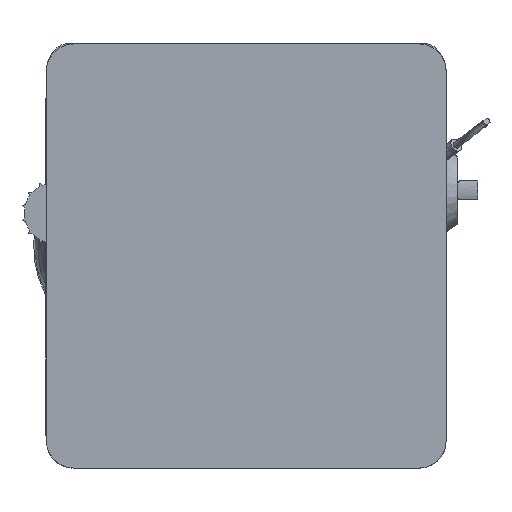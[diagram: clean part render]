
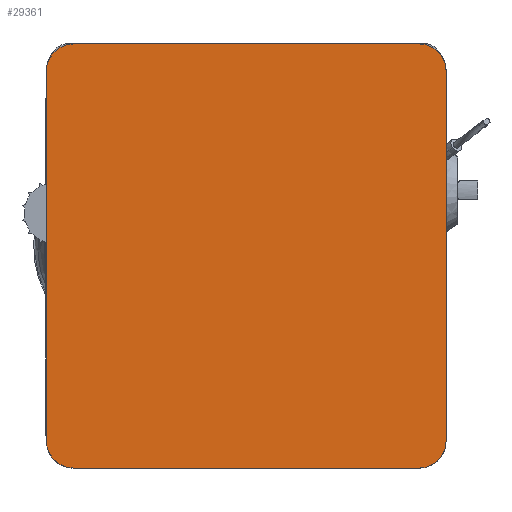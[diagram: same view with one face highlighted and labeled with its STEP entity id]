
A CAD part, front view. The second image highlights one B-rep face of the part: STEP entity #29361.
In plain terms, the highlighted planar face has unit normal (0, -1, 0).
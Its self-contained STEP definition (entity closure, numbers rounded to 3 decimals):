
#289 = CARTESIAN_POINT ( 'NONE',  ( 129.225, -210.206, -133.671 ) ) ;
#550 = DIRECTION ( 'NONE',  ( 0., 0., -1. ) ) ;
#794 = CARTESIAN_POINT ( 'NONE',  ( -129.129, -210.206, -153.671 ) ) ;
#1240 = VERTEX_POINT ( 'NONE', #14710 ) ;
#1869 = CARTESIAN_POINT ( 'NONE',  ( -129.129, -210.206, -153.671 ) ) ;
#2555 = EDGE_CURVE ( 'NONE', #20292, #26885, #19830, .T. ) ;
#2632 = VECTOR ( 'NONE', #9452, 1000. ) ;
#3110 = EDGE_CURVE ( 'NONE', #14308, #20292, #28976, .T. ) ;
#3204 = DIRECTION ( 'NONE',  ( 0., 0., -1. ) ) ;
#4565 = DIRECTION ( 'NONE',  ( 0., 0., -1. ) ) ;
#4660 = CARTESIAN_POINT ( 'NONE',  ( 129.225, -210.206, 163.13 ) ) ;
#5419 = CARTESIAN_POINT ( 'NONE',  ( 149.225, -210.206, -133.671 ) ) ;
#5585 = DIRECTION ( 'NONE',  ( 0., -1., 0. ) ) ;
#6736 = VECTOR ( 'NONE', #21661, 1000. ) ;
#7057 = ORIENTED_EDGE ( 'NONE', *, *, #2555, .T. ) ;
#7193 = DIRECTION ( 'NONE',  ( -1., 0., 0. ) ) ;
#9452 = DIRECTION ( 'NONE',  ( 0., 0., -1. ) ) ;
#9466 = ORIENTED_EDGE ( 'NONE', *, *, #26147, .T. ) ;
#9557 = DIRECTION ( 'NONE',  ( 0., -1., 0. ) ) ;
#11270 = EDGE_CURVE ( 'NONE', #21843, #22047, #25537, .T. ) ;
#11310 = CARTESIAN_POINT ( 'NONE',  ( -149.129, -210.206, 143.13 ) ) ;
#11580 = CARTESIAN_POINT ( 'NONE',  ( -149.129, -210.206, 143.13 ) ) ;
#11732 = LINE ( 'NONE', #11580, #2632 ) ;
#11853 = FACE_OUTER_BOUND ( 'NONE', #18273, .T. ) ;
#12701 = VERTEX_POINT ( 'NONE', #23121 ) ;
#12708 = VECTOR ( 'NONE', #28609, 1000. ) ;
#13268 = CARTESIAN_POINT ( 'NONE',  ( 129.225, -210.206, -153.671 ) ) ;
#13304 = AXIS2_PLACEMENT_3D ( 'NONE', #16694, #18686, #4565 ) ;
#13427 = ORIENTED_EDGE ( 'NONE', *, *, #11270, .T. ) ;
#14308 = VERTEX_POINT ( 'NONE', #1869 ) ;
#14568 = ORIENTED_EDGE ( 'NONE', *, *, #3110, .T. ) ;
#14691 = CARTESIAN_POINT ( 'NONE',  ( 149.225, -210.206, -133.671 ) ) ;
#14710 = CARTESIAN_POINT ( 'NONE',  ( -149.129, -210.206, -133.671 ) ) ;
#15134 = EDGE_CURVE ( 'NONE', #12701, #18285, #24958, .T. ) ;
#15578 = VECTOR ( 'NONE', #7193, 1000. ) ;
#15676 = AXIS2_PLACEMENT_3D ( 'NONE', #26198, #21304, #3204 ) ;
#15704 = CIRCLE ( 'NONE', #15676, 20. ) ;
#15743 = EDGE_CURVE ( 'NONE', #22047, #1240, #11732, .T. ) ;
#16694 = CARTESIAN_POINT ( 'NONE',  ( -129.129, -210.206, 143.13 ) ) ;
#17200 = AXIS2_PLACEMENT_3D ( 'NONE', #289, #9557, #18850 ) ;
#17390 = ORIENTED_EDGE ( 'NONE', *, *, #18579, .T. ) ;
#18273 = EDGE_LOOP ( 'NONE', ( #7057, #9466, #21850, #17390, #13427, #18863, #27760, #14568 ) ) ;
#18285 = VERTEX_POINT ( 'NONE', #23126 ) ;
#18579 = EDGE_CURVE ( 'NONE', #18285, #21843, #27806, .T. ) ;
#18672 = CARTESIAN_POINT ( 'NONE',  ( 129.225, -210.206, -133.671 ) ) ;
#18686 = DIRECTION ( 'NONE',  ( 0., -1., 0. ) ) ;
#18850 = DIRECTION ( 'NONE',  ( 0., 0., -1. ) ) ;
#18863 = ORIENTED_EDGE ( 'NONE', *, *, #15743, .T. ) ;
#19715 = DIRECTION ( 'NONE',  ( 0., 0., -1. ) ) ;
#19830 = CIRCLE ( 'NONE', #23779, 20. ) ;
#20292 = VERTEX_POINT ( 'NONE', #13268 ) ;
#20457 = CARTESIAN_POINT ( 'NONE',  ( -129.129, -210.206, 163.13 ) ) ;
#21158 = PLANE ( 'NONE',  #17200 ) ;
#21304 = DIRECTION ( 'NONE',  ( 0., -1., 0. ) ) ;
#21661 = DIRECTION ( 'NONE',  ( 1., 0., 0. ) ) ;
#21843 = VERTEX_POINT ( 'NONE', #20457 ) ;
#21850 = ORIENTED_EDGE ( 'NONE', *, *, #15134, .T. ) ;
#22047 = VERTEX_POINT ( 'NONE', #11310 ) ;
#23039 = AXIS2_PLACEMENT_3D ( 'NONE', #26307, #5585, #19715 ) ;
#23121 = CARTESIAN_POINT ( 'NONE',  ( 149.225, -210.206, 143.13 ) ) ;
#23126 = CARTESIAN_POINT ( 'NONE',  ( 129.225, -210.206, 163.13 ) ) ;
#23586 = DIRECTION ( 'NONE',  ( 0., -1., 0. ) ) ;
#23779 = AXIS2_PLACEMENT_3D ( 'NONE', #18672, #23586, #550 ) ;
#24958 = CIRCLE ( 'NONE', #23039, 20. ) ;
#25537 = CIRCLE ( 'NONE', #13304, 20. ) ;
#26147 = EDGE_CURVE ( 'NONE', #26885, #12701, #26763, .T. ) ;
#26198 = CARTESIAN_POINT ( 'NONE',  ( -129.129, -210.206, -133.671 ) ) ;
#26307 = CARTESIAN_POINT ( 'NONE',  ( 129.225, -210.206, 143.13 ) ) ;
#26763 = LINE ( 'NONE', #14691, #12708 ) ;
#26885 = VERTEX_POINT ( 'NONE', #5419 ) ;
#27760 = ORIENTED_EDGE ( 'NONE', *, *, #29219, .T. ) ;
#27806 = LINE ( 'NONE', #4660, #15578 ) ;
#28609 = DIRECTION ( 'NONE',  ( 0., 0., 1. ) ) ;
#28976 = LINE ( 'NONE', #794, #6736 ) ;
#29219 = EDGE_CURVE ( 'NONE', #1240, #14308, #15704, .T. ) ;
#29361 = ADVANCED_FACE ( 'NONE', ( #11853 ), #21158, .T. ) ;
